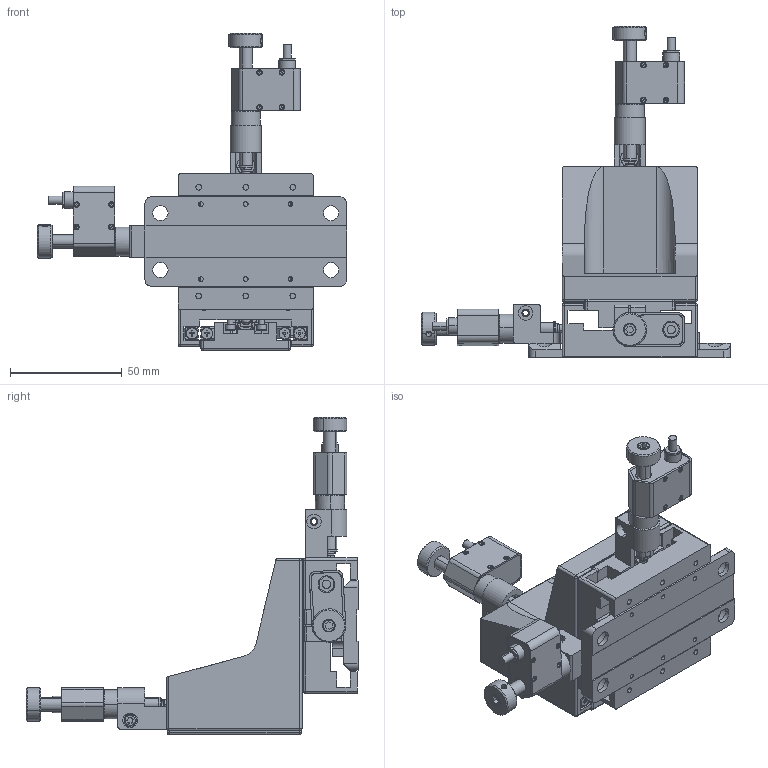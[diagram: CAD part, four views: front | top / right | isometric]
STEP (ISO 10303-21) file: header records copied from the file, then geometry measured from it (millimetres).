
FILE_DESCRIPTION (( 'STEP AP203' ), '1' );
FILE_NAME ('08PLC3-0.5.STEP', '2025-01-10T02:35:41', ( '' ), ( '' ), 'SwSTEP 2.0', 'SolidWorks 2024', '' );
FILE_SCHEMA (( 'CONFIG_CONTROL_DESIGN' ));
Length unit declared in the file: millimetre
Products named in the file (1): 08PLC3-0.5
Bounding box: 138.02 x 148.27 x 141.72 mm (x, y, z)
Surface area: 89230.4 mm2 (no closed solid volume)
Topology: 0 solids, 88 shells, 1058 faces, 3651 edges, 2542 vertices
Faces by surface type: plane 548, cylinder 348, cone 123, sphere 18, torus 18, bspline 3
Entity records: 45808 total; most frequent: CARTESIAN_POINT 16300, ORIENTED_EDGE 5884, DIRECTION 5432, EDGE_CURVE 3627, VERTEX_POINT 2542, AXIS2_PLACEMENT_3D 1941, LINE 1550, VECTOR 1550
